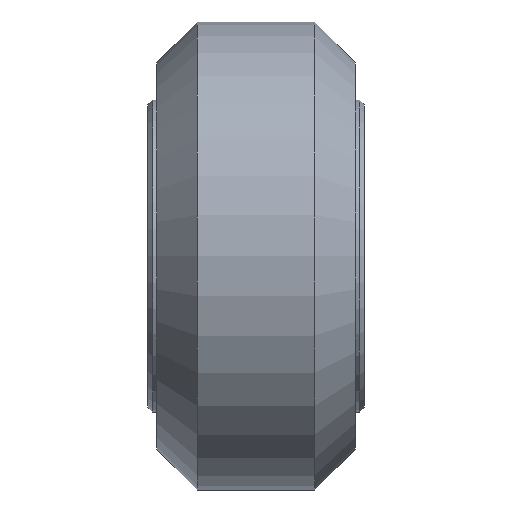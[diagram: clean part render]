
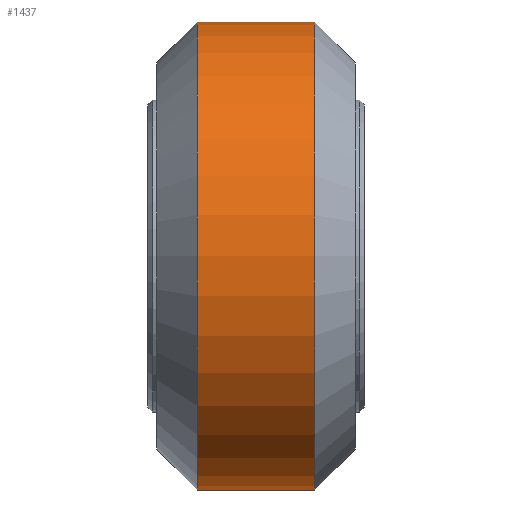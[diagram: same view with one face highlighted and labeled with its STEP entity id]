
A CAD part, top view. The second image highlights one B-rep face of the part: STEP entity #1437.
In plain terms, the highlighted cylindrical face has radius 12 mm (diameter 24 mm), a full revolution.
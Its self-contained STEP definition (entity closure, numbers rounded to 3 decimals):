
#267=FACE_OUTER_BOUND('',#372,.T.);
#372=EDGE_LOOP('',(#1291,#1292,#1293,#1294,#1295,#1296));
#414=LINE('',#2705,#450);
#450=VECTOR('',#2242,12.);
#589=CIRCLE('',#1740,12.);
#590=CIRCLE('',#1741,12.);
#591=CIRCLE('',#1743,12.);
#592=CIRCLE('',#1744,12.);
#759=VERTEX_POINT('',#2695);
#760=VERTEX_POINT('',#2696);
#761=VERTEX_POINT('',#2701);
#762=VERTEX_POINT('',#2702);
#939=EDGE_CURVE('',#759,#760,#589,.T.);
#940=EDGE_CURVE('',#760,#759,#590,.T.);
#942=EDGE_CURVE('',#761,#762,#591,.T.);
#943=EDGE_CURVE('',#762,#761,#592,.T.);
#944=EDGE_CURVE('',#762,#760,#414,.T.);
#1291=ORIENTED_EDGE('',*,*,#942,.F.);
#1292=ORIENTED_EDGE('',*,*,#943,.F.);
#1293=ORIENTED_EDGE('',*,*,#944,.T.);
#1294=ORIENTED_EDGE('',*,*,#940,.T.);
#1295=ORIENTED_EDGE('',*,*,#939,.T.);
#1296=ORIENTED_EDGE('',*,*,#944,.F.);
#1355=CYLINDRICAL_SURFACE('',#1742,12.);
#1437=ADVANCED_FACE('',(#267),#1355,.T.);
#1740=AXIS2_PLACEMENT_3D('',#2697,#2231,#2232);
#1741=AXIS2_PLACEMENT_3D('',#2698,#2233,#2234);
#1742=AXIS2_PLACEMENT_3D('',#2700,#2236,#2237);
#1743=AXIS2_PLACEMENT_3D('',#2703,#2238,#2239);
#1744=AXIS2_PLACEMENT_3D('',#2704,#2240,#2241);
#2231=DIRECTION('center_axis',(1.,0.,0.));
#2232=DIRECTION('ref_axis',(0.,0.,-1.));
#2233=DIRECTION('center_axis',(1.,0.,0.));
#2234=DIRECTION('ref_axis',(0.,0.,-1.));
#2236=DIRECTION('center_axis',(1.,0.,0.));
#2237=DIRECTION('ref_axis',(0.,1.,0.));
#2238=DIRECTION('center_axis',(1.,0.,0.));
#2239=DIRECTION('ref_axis',(0.,0.,-1.));
#2240=DIRECTION('center_axis',(1.,0.,0.));
#2241=DIRECTION('ref_axis',(0.,0.,-1.));
#2242=DIRECTION('',(-1.,0.,0.));
#2695=CARTESIAN_POINT('',(-3.,12.,0.));
#2696=CARTESIAN_POINT('',(-3.,-12.,0.));
#2697=CARTESIAN_POINT('Origin',(-3.,0.,0.));
#2698=CARTESIAN_POINT('Origin',(-3.,0.,0.));
#2700=CARTESIAN_POINT('Origin',(0.,0.,0.));
#2701=CARTESIAN_POINT('',(3.,12.,0.));
#2702=CARTESIAN_POINT('',(3.,-12.,0.));
#2703=CARTESIAN_POINT('Origin',(3.,0.,0.));
#2704=CARTESIAN_POINT('Origin',(3.,0.,0.));
#2705=CARTESIAN_POINT('',(0.,-12.,0.));
